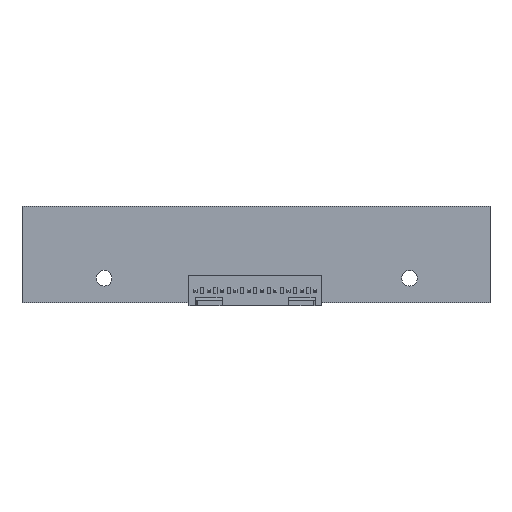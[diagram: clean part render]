
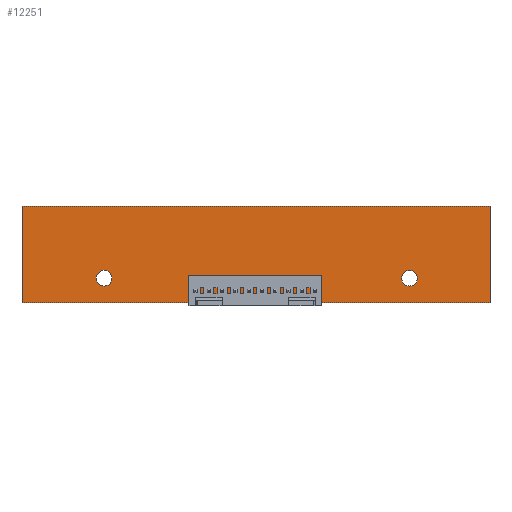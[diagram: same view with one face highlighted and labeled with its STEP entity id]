
A CAD part, top view. The second image highlights one B-rep face of the part: STEP entity #12251.
In plain terms, the highlighted planar face has unit normal (0, 0, 1).
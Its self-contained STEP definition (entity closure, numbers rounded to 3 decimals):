
#12007 = VERTEX_POINT('',#12008);
#12008 = CARTESIAN_POINT('',(43.,0.,1.6));
#12014 = EDGE_CURVE('',#12007,#12015,#12017,.T.);
#12015 = VERTEX_POINT('',#12016);
#12016 = CARTESIAN_POINT('',(-46.5,0.,1.6));
#12017 = LINE('',#12018,#12019);
#12018 = CARTESIAN_POINT('',(43.,0.,1.6));
#12019 = VECTOR('',#12020,1.);
#12020 = DIRECTION('',(-1.,0.,0.));
#12047 = VERTEX_POINT('',#12048);
#12048 = CARTESIAN_POINT('',(43.,18.5,1.6));
#12054 = EDGE_CURVE('',#12047,#12007,#12055,.T.);
#12055 = LINE('',#12056,#12057);
#12056 = CARTESIAN_POINT('',(43.,18.5,1.6));
#12057 = VECTOR('',#12058,1.);
#12058 = DIRECTION('',(0.,-1.,0.));
#12076 = EDGE_CURVE('',#12015,#12077,#12079,.T.);
#12077 = VERTEX_POINT('',#12078);
#12078 = CARTESIAN_POINT('',(-46.5,18.5,1.6));
#12079 = LINE('',#12080,#12081);
#12080 = CARTESIAN_POINT('',(-46.5,0.,1.6));
#12081 = VECTOR('',#12082,1.);
#12082 = DIRECTION('',(0.,1.,0.));
#12251 = ADVANCED_FACE('',(#12252,#12263,#12274,#12285,#12296,#12307,
    #12318,#12329,#12340,#12351,#12362,#12373,#12384),#12395,.F.);
#12252 = FACE_BOUND('',#12253,.F.);
#12253 = EDGE_LOOP('',(#12254,#12255,#12256,#12262));
#12254 = ORIENTED_EDGE('',*,*,#12014,.T.);
#12255 = ORIENTED_EDGE('',*,*,#12076,.T.);
#12256 = ORIENTED_EDGE('',*,*,#12257,.T.);
#12257 = EDGE_CURVE('',#12077,#12047,#12258,.T.);
#12258 = LINE('',#12259,#12260);
#12259 = CARTESIAN_POINT('',(-46.5,18.5,1.6));
#12260 = VECTOR('',#12261,1.);
#12261 = DIRECTION('',(1.,0.,0.));
#12262 = ORIENTED_EDGE('',*,*,#12054,.T.);
#12263 = FACE_BOUND('',#12264,.F.);
#12264 = EDGE_LOOP('',(#12265));
#12265 = ORIENTED_EDGE('',*,*,#12266,.F.);
#12266 = EDGE_CURVE('',#12267,#12267,#12269,.T.);
#12267 = VERTEX_POINT('',#12268);
#12268 = CARTESIAN_POINT('',(9.54,1.792,1.6));
#12269 = CIRCLE('',#12270,0.508);
#12270 = AXIS2_PLACEMENT_3D('',#12271,#12272,#12273);
#12271 = CARTESIAN_POINT('',(9.54,2.3,1.6));
#12272 = DIRECTION('',(-0.,0.,-1.));
#12273 = DIRECTION('',(-0.,-1.,0.));
#12274 = FACE_BOUND('',#12275,.F.);
#12275 = EDGE_LOOP('',(#12276));
#12276 = ORIENTED_EDGE('',*,*,#12277,.F.);
#12277 = EDGE_CURVE('',#12278,#12278,#12280,.T.);
#12278 = VERTEX_POINT('',#12279);
#12279 = CARTESIAN_POINT('',(7.,1.792,1.6));
#12280 = CIRCLE('',#12281,0.508);
#12281 = AXIS2_PLACEMENT_3D('',#12282,#12283,#12284);
#12282 = CARTESIAN_POINT('',(7.,2.3,1.6));
#12283 = DIRECTION('',(-0.,0.,-1.));
#12284 = DIRECTION('',(-0.,-1.,0.));
#12285 = FACE_BOUND('',#12286,.F.);
#12286 = EDGE_LOOP('',(#12287));
#12287 = ORIENTED_EDGE('',*,*,#12288,.F.);
#12288 = EDGE_CURVE('',#12289,#12289,#12291,.T.);
#12289 = VERTEX_POINT('',#12290);
#12290 = CARTESIAN_POINT('',(4.54,1.792,1.6));
#12291 = CIRCLE('',#12292,0.508);
#12292 = AXIS2_PLACEMENT_3D('',#12293,#12294,#12295);
#12293 = CARTESIAN_POINT('',(4.54,2.3,1.6));
#12294 = DIRECTION('',(-0.,0.,-1.));
#12295 = DIRECTION('',(-0.,-1.,0.));
#12296 = FACE_BOUND('',#12297,.F.);
#12297 = EDGE_LOOP('',(#12298));
#12298 = ORIENTED_EDGE('',*,*,#12299,.F.);
#12299 = EDGE_CURVE('',#12300,#12300,#12302,.T.);
#12300 = VERTEX_POINT('',#12301);
#12301 = CARTESIAN_POINT('',(2.,1.792,1.6));
#12302 = CIRCLE('',#12303,0.508);
#12303 = AXIS2_PLACEMENT_3D('',#12304,#12305,#12306);
#12304 = CARTESIAN_POINT('',(2.,2.3,1.6));
#12305 = DIRECTION('',(-0.,0.,-1.));
#12306 = DIRECTION('',(-0.,-1.,0.));
#12307 = FACE_BOUND('',#12308,.F.);
#12308 = EDGE_LOOP('',(#12309));
#12309 = ORIENTED_EDGE('',*,*,#12310,.F.);
#12310 = EDGE_CURVE('',#12311,#12311,#12313,.T.);
#12311 = VERTEX_POINT('',#12312);
#12312 = CARTESIAN_POINT('',(-0.54,1.792,1.6));
#12313 = CIRCLE('',#12314,0.508);
#12314 = AXIS2_PLACEMENT_3D('',#12315,#12316,#12317);
#12315 = CARTESIAN_POINT('',(-0.54,2.3,1.6));
#12316 = DIRECTION('',(-0.,0.,-1.));
#12317 = DIRECTION('',(-0.,-1.,0.));
#12318 = FACE_BOUND('',#12319,.F.);
#12319 = EDGE_LOOP('',(#12320));
#12320 = ORIENTED_EDGE('',*,*,#12321,.F.);
#12321 = EDGE_CURVE('',#12322,#12322,#12324,.T.);
#12322 = VERTEX_POINT('',#12323);
#12323 = CARTESIAN_POINT('',(-3.08,1.792,1.6));
#12324 = CIRCLE('',#12325,0.508);
#12325 = AXIS2_PLACEMENT_3D('',#12326,#12327,#12328);
#12326 = CARTESIAN_POINT('',(-3.08,2.3,1.6));
#12327 = DIRECTION('',(-0.,0.,-1.));
#12328 = DIRECTION('',(-0.,-1.,0.));
#12329 = FACE_BOUND('',#12330,.F.);
#12330 = EDGE_LOOP('',(#12331));
#12331 = ORIENTED_EDGE('',*,*,#12332,.F.);
#12332 = EDGE_CURVE('',#12333,#12333,#12335,.T.);
#12333 = VERTEX_POINT('',#12334);
#12334 = CARTESIAN_POINT('',(-5.62,1.792,1.6));
#12335 = CIRCLE('',#12336,0.508);
#12336 = AXIS2_PLACEMENT_3D('',#12337,#12338,#12339);
#12337 = CARTESIAN_POINT('',(-5.62,2.3,1.6));
#12338 = DIRECTION('',(-0.,0.,-1.));
#12339 = DIRECTION('',(-0.,-1.,0.));
#12340 = FACE_BOUND('',#12341,.F.);
#12341 = EDGE_LOOP('',(#12342));
#12342 = ORIENTED_EDGE('',*,*,#12343,.F.);
#12343 = EDGE_CURVE('',#12344,#12344,#12346,.T.);
#12344 = VERTEX_POINT('',#12345);
#12345 = CARTESIAN_POINT('',(-8.16,1.792,1.6));
#12346 = CIRCLE('',#12347,0.508);
#12347 = AXIS2_PLACEMENT_3D('',#12348,#12349,#12350);
#12348 = CARTESIAN_POINT('',(-8.16,2.3,1.6));
#12349 = DIRECTION('',(-0.,0.,-1.));
#12350 = DIRECTION('',(-0.,-1.,0.));
#12351 = FACE_BOUND('',#12352,.F.);
#12352 = EDGE_LOOP('',(#12353));
#12353 = ORIENTED_EDGE('',*,*,#12354,.F.);
#12354 = EDGE_CURVE('',#12355,#12355,#12357,.T.);
#12355 = VERTEX_POINT('',#12356);
#12356 = CARTESIAN_POINT('',(-10.7,1.792,1.6));
#12357 = CIRCLE('',#12358,0.508);
#12358 = AXIS2_PLACEMENT_3D('',#12359,#12360,#12361);
#12359 = CARTESIAN_POINT('',(-10.7,2.3,1.6));
#12360 = DIRECTION('',(-0.,0.,-1.));
#12361 = DIRECTION('',(-0.,-1.,0.));
#12362 = FACE_BOUND('',#12363,.F.);
#12363 = EDGE_LOOP('',(#12364));
#12364 = ORIENTED_EDGE('',*,*,#12365,.F.);
#12365 = EDGE_CURVE('',#12366,#12366,#12368,.T.);
#12366 = VERTEX_POINT('',#12367);
#12367 = CARTESIAN_POINT('',(-13.24,1.792,1.6));
#12368 = CIRCLE('',#12369,0.508);
#12369 = AXIS2_PLACEMENT_3D('',#12370,#12371,#12372);
#12370 = CARTESIAN_POINT('',(-13.24,2.3,1.6));
#12371 = DIRECTION('',(-0.,0.,-1.));
#12372 = DIRECTION('',(0.,-1.,0.));
#12373 = FACE_BOUND('',#12374,.F.);
#12374 = EDGE_LOOP('',(#12375));
#12375 = ORIENTED_EDGE('',*,*,#12376,.F.);
#12376 = EDGE_CURVE('',#12377,#12377,#12379,.T.);
#12377 = VERTEX_POINT('',#12378);
#12378 = CARTESIAN_POINT('',(27.6,3.2,1.6));
#12379 = CIRCLE('',#12380,1.5);
#12380 = AXIS2_PLACEMENT_3D('',#12381,#12382,#12383);
#12381 = CARTESIAN_POINT('',(27.6,4.7,1.6));
#12382 = DIRECTION('',(-0.,0.,-1.));
#12383 = DIRECTION('',(-0.,-1.,0.));
#12384 = FACE_BOUND('',#12385,.F.);
#12385 = EDGE_LOOP('',(#12386));
#12386 = ORIENTED_EDGE('',*,*,#12387,.F.);
#12387 = EDGE_CURVE('',#12388,#12388,#12390,.T.);
#12388 = VERTEX_POINT('',#12389);
#12389 = CARTESIAN_POINT('',(-30.8,3.2,1.6));
#12390 = CIRCLE('',#12391,1.5);
#12391 = AXIS2_PLACEMENT_3D('',#12392,#12393,#12394);
#12392 = CARTESIAN_POINT('',(-30.8,4.7,1.6));
#12393 = DIRECTION('',(-0.,0.,-1.));
#12394 = DIRECTION('',(0.,-1.,0.));
#12395 = PLANE('',#12396);
#12396 = AXIS2_PLACEMENT_3D('',#12397,#12398,#12399);
#12397 = CARTESIAN_POINT('',(-1.75,9.25,1.6));
#12398 = DIRECTION('',(-0.,-0.,-1.));
#12399 = DIRECTION('',(-1.,0.,0.));
